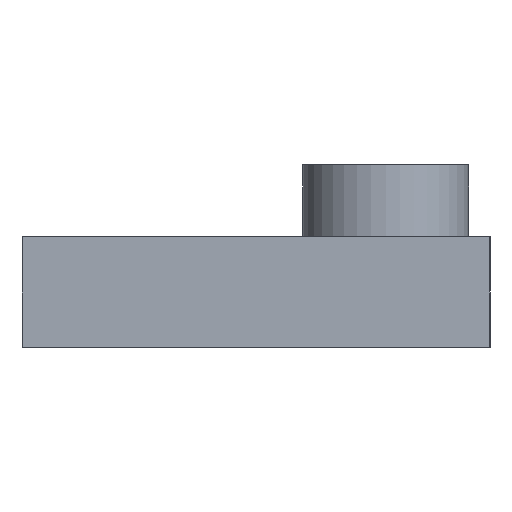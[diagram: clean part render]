
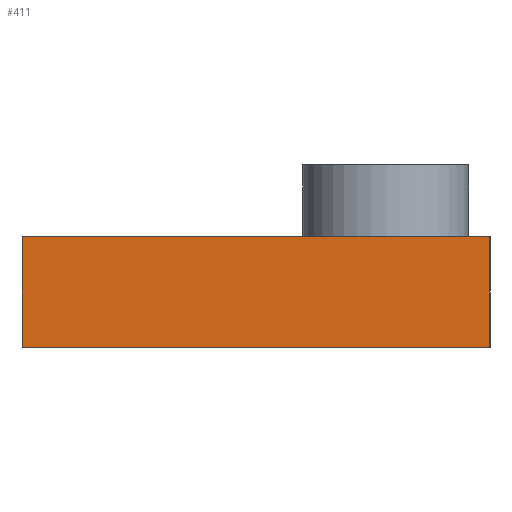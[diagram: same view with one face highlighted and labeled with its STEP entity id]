
A CAD part, left-side view. The second image highlights one B-rep face of the part: STEP entity #411.
In plain terms, the highlighted planar face has unit normal (-1, 0, 0).
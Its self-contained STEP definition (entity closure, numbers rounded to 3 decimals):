
#53=FACE_OUTER_BOUND('',#81,.T.);
#81=EDGE_LOOP('',(#365,#366,#367,#368));
#89=LINE('',#581,#135);
#91=LINE('',#586,#137);
#99=LINE('',#599,#145);
#127=LINE('',#674,#173);
#135=VECTOR('',#467,10.);
#137=VECTOR('',#471,10.);
#145=VECTOR('',#481,10.);
#173=VECTOR('',#559,10.);
#181=VERTEX_POINT('',#578);
#182=VERTEX_POINT('',#580);
#183=VERTEX_POINT('',#584);
#184=VERTEX_POINT('',#585);
#217=EDGE_CURVE('',#181,#182,#89,.T.);
#219=EDGE_CURVE('',#183,#184,#91,.T.);
#227=EDGE_CURVE('',#182,#184,#99,.T.);
#263=EDGE_CURVE('',#181,#183,#127,.T.);
#365=ORIENTED_EDGE('',*,*,#219,.T.);
#366=ORIENTED_EDGE('',*,*,#227,.F.);
#367=ORIENTED_EDGE('',*,*,#217,.F.);
#368=ORIENTED_EDGE('',*,*,#263,.T.);
#390=PLANE('',#455);
#411=ADVANCED_FACE('',(#53),#390,.T.);
#455=AXIS2_PLACEMENT_3D('',#675,#560,#561);
#467=DIRECTION('',(0.,0.,1.));
#471=DIRECTION('',(0.,0.,1.));
#481=DIRECTION('',(0.,-1.,0.));
#559=DIRECTION('',(0.,-1.,0.));
#560=DIRECTION('center_axis',(-1.,0.,0.));
#561=DIRECTION('ref_axis',(0.,0.,1.));
#578=CARTESIAN_POINT('',(-2.497,9.75,-0.15));
#580=CARTESIAN_POINT('',(-2.497,9.75,2.154));
#581=CARTESIAN_POINT('',(-2.497,9.75,1.875));
#584=CARTESIAN_POINT('',(-2.497,0.,-0.15));
#585=CARTESIAN_POINT('',(-2.497,0.,2.154));
#586=CARTESIAN_POINT('',(-2.497,0.,1.875));
#599=CARTESIAN_POINT('',(-2.497,0.,2.154));
#674=CARTESIAN_POINT('',(-2.497,0.,-0.15));
#675=CARTESIAN_POINT('Origin',(-2.497,0.,2.5));
